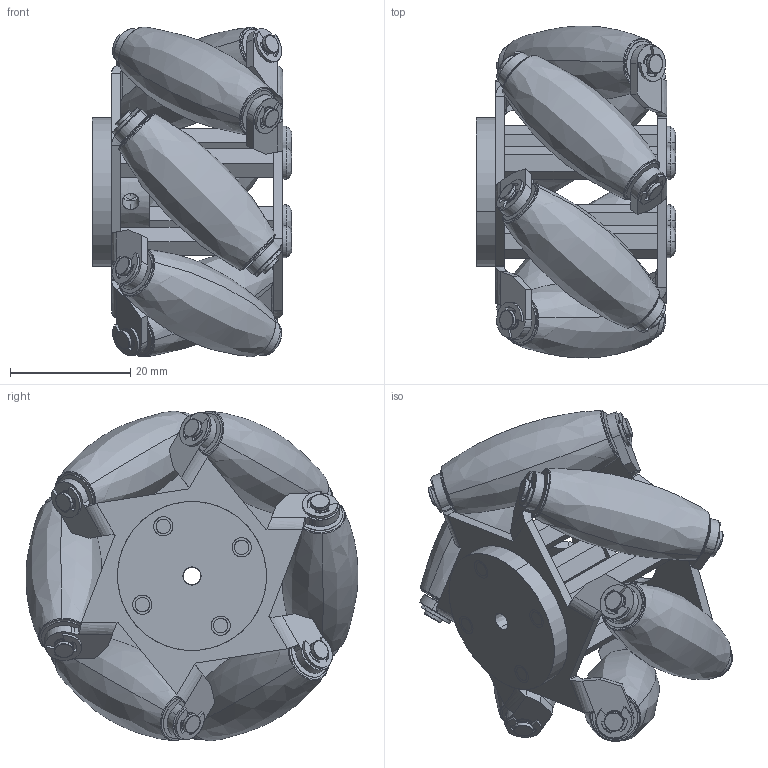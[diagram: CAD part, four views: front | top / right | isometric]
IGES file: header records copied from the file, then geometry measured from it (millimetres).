
Start section: SolidWorks IGES file using analytic representation for surfaces
Global section: file name: Mecanum Assembly.IGS; native system: SolidWorks 2009; preprocessor: SolidWorks 2009; author: Kurtis; date: 130909.222536; units: inch
Bounding box: 33.21 x 55.15 x 54.77 mm (x, y, z)
Surface area: 27532.2 mm2 (no closed solid volume)
Topology: 0 solids, 0 shells, 829 faces, 12044 edges, 12036 vertices
Faces by surface type: bspline 463, revolution 366
